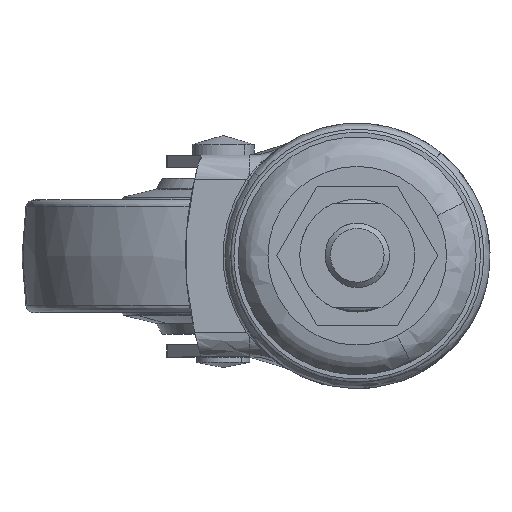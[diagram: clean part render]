
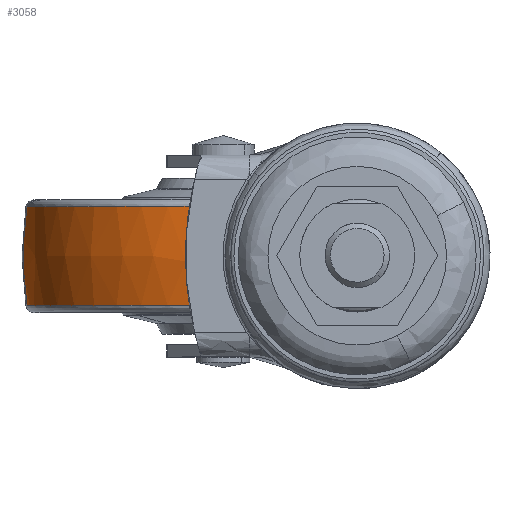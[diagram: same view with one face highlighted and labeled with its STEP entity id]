
A CAD part, top view. The second image highlights one B-rep face of the part: STEP entity #3058.
In plain terms, the highlighted free-form (B-spline) face has degree [2, 2] with [5, 3] control points.
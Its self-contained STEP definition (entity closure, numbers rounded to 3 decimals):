
#2118=CARTESIAN_POINT('',(-61.296,9.231,-51.518));
#2119=VERTEX_POINT('',#2118);
#2131=CARTESIAN_POINT('',(-25.0,9.231,-20.715));
#2132=VERTEX_POINT('',#2131);
#2133=CARTESIAN_POINT('',(-25.0,9.231,-20.715));
#2134=CARTESIAN_POINT('',(-27.359,9.231,-20.714));
#2135=CARTESIAN_POINT('',(-31.809,9.231,-21.144));
#2136=CARTESIAN_POINT('',(-37.73,9.231,-22.832));
#2137=CARTESIAN_POINT('',(-42.394,9.231,-24.98));
#2138=CARTESIAN_POINT('',(-46.353,9.231,-27.436));
#2139=CARTESIAN_POINT('',(-50.41,9.231,-30.692));
#2140=CARTESIAN_POINT('',(-54.008,9.231,-34.648));
#2141=CARTESIAN_POINT('',(-57.074,9.231,-39.26));
#2142=CARTESIAN_POINT('',(-59.672,9.231,-44.612));
#2143=CARTESIAN_POINT('',(-60.869,9.231,-48.923));
#2144=CARTESIAN_POINT('',(-61.296,9.231,-51.518));
#2145=B_SPLINE_CURVE_WITH_KNOTS('',3,(#2133,#2134,#2135,#2136,#2137,#2138,#2139,#2140,#2141,#2142,#2143,#2144),.UNSPECIFIED.,.F.,.U.,(4,1,1,1,1,1,1,1,1,4),(0.,7.078,13.348,18.404,22.449,27.302,33.976,38.426,43.886,51.773),.UNSPECIFIED.);
#2146=EDGE_CURVE('',#2132,#2119,#2145,.T.);
#2241=CARTESIAN_POINT('',(-61.54,9.231,-53.253));
#2242=VERTEX_POINT('',#2241);
#2262=CARTESIAN_POINT('',(-61.296,9.231,-51.518));
#2263=CARTESIAN_POINT('',(-61.391,9.231,-52.094));
#2264=CARTESIAN_POINT('',(-61.472,9.231,-52.673));
#2265=CARTESIAN_POINT('',(-61.54,9.231,-53.253));
#2266=B_SPLINE_CURVE_WITH_KNOTS('',3,(#2262,#2263,#2264,#2265),.UNSPECIFIED.,.F.,.U.,(4,4),(0.,1.753),.UNSPECIFIED.);
#2267=EDGE_CURVE('',#2119,#2242,#2266,.T.);
#2490=CARTESIAN_POINT('',(-25.0,-9.231,-20.715));
#2491=VERTEX_POINT('',#2490);
#2508=CARTESIAN_POINT('',(-61.54,-9.231,-53.253));
#2509=VERTEX_POINT('',#2508);
#2510=CARTESIAN_POINT('',(-25.0,-9.231,-20.715));
#2511=CARTESIAN_POINT('',(-26.603,-9.231,-20.715));
#2512=CARTESIAN_POINT('',(-30.297,-9.231,-20.956));
#2513=CARTESIAN_POINT('',(-35.626,-9.231,-22.126));
#2514=CARTESIAN_POINT('',(-40.898,-9.231,-24.184));
#2515=CARTESIAN_POINT('',(-45.211,-9.231,-26.638));
#2516=CARTESIAN_POINT('',(-49.218,-9.231,-29.672));
#2517=CARTESIAN_POINT('',(-52.302,-9.231,-32.715));
#2518=CARTESIAN_POINT('',(-55.215,-9.231,-36.371));
#2519=CARTESIAN_POINT('',(-57.724,-9.231,-40.406));
#2520=CARTESIAN_POINT('',(-60.223,-9.231,-46.179));
#2521=CARTESIAN_POINT('',(-61.234,-9.231,-50.622));
#2522=CARTESIAN_POINT('',(-61.54,-9.231,-53.253));
#2523=B_SPLINE_CURVE_WITH_KNOTS('',3,(#2510,#2511,#2512,#2513,#2514,#2515,#2516,#2517,#2518,#2519,#2520,#2521,#2522),.UNSPECIFIED.,.F.,.U.,(4,1,1,1,1,1,1,1,1,1,4),(0.,4.809,11.082,16.309,21.745,25.927,31.363,34.708,39.935,45.581,53.526),.UNSPECIFIED.);
#2524=EDGE_CURVE('',#2491,#2509,#2523,.T.);
#3005=CARTESIAN_POINT('',(-25.0,-9.231,-20.715));
#3006=CARTESIAN_POINT('',(-25.,-6.274,-20.254));
#3007=CARTESIAN_POINT('',(-25.,-0.098,-19.761));
#3008=CARTESIAN_POINT('',(-25.,6.083,-20.224));
#3009=CARTESIAN_POINT('',(-25.0,9.231,-20.715));
#3010=B_SPLINE_CURVE_WITH_KNOTS('',3,(#3005,#3006,#3007,#3008,#3009),.UNSPECIFIED.,.F.,.U.,(4,1,4),(0.,8.978,18.535),.UNSPECIFIED.);
#3011=EDGE_CURVE('',#2491,#2132,#3010,.T.);
#3017=CARTESIAN_POINT('',(-61.54,-9.231,-53.253));
#3018=CARTESIAN_POINT('',(-62.086,-5.701,-53.189));
#3019=CARTESIAN_POINT('',(-62.486,0.488,-53.143));
#3020=CARTESIAN_POINT('',(-61.938,6.655,-53.207));
#3021=CARTESIAN_POINT('',(-61.54,9.231,-53.253));
#3022=B_SPLINE_CURVE_WITH_KNOTS('',3,(#3017,#3018,#3019,#3020,#3021),.UNSPECIFIED.,.F.,.U.,(4,1,4),(0.,10.716,18.535),.UNSPECIFIED.);
#3023=EDGE_CURVE('',#2509,#2242,#3022,.T.);
#3028=CARTESIAN_POINT('',(-25.0,-10.164,-20.867));
#3029=CARTESIAN_POINT('',(-25.,-5.119,-20.));
#3030=CARTESIAN_POINT('',(-25.0,0.,-20.));
#3031=CARTESIAN_POINT('',(-25.0,5.119,-20.));
#3032=CARTESIAN_POINT('',(-25.,10.164,-20.867));
#3033=CARTESIAN_POINT('',(-57.621,-10.164,-20.867));
#3034=CARTESIAN_POINT('',(-58.393,-5.119,-20.));
#3035=CARTESIAN_POINT('',(-58.393,0.,-20.));
#3036=CARTESIAN_POINT('',(-58.393,5.119,-20.));
#3037=CARTESIAN_POINT('',(-57.621,10.164,-20.867));
#3038=CARTESIAN_POINT('',(-61.388,-10.164,-53.271));
#3039=CARTESIAN_POINT('',(-62.249,-5.119,-53.17));
#3040=CARTESIAN_POINT('',(-62.249,0.,-53.17));
#3041=CARTESIAN_POINT('',(-62.249,5.119,-53.17));
#3042=CARTESIAN_POINT('',(-61.388,10.164,-53.271));
#3050=(BOUNDED_SURFACE()B_SPLINE_SURFACE(2,2,((#3028,#3033,#3038),(#3029,#3034,#3039),(#3030,#3035,#3040),(#3031,#3036,#3041),(#3032,#3037,#3042)),.UNSPECIFIED.,.F.,.F.,.U.)B_SPLINE_SURFACE_WITH_KNOTS((3,2,3),(3,3),(0.0,10.429,20.858),(0.0,57.099),.UNSPECIFIED.)GEOMETRIC_REPRESENTATION_ITEM()RATIONAL_B_SPLINE_SURFACE(((0.957,0.699,0.915),(0.975,0.712,0.933),(1.0,0.731,0.957),(0.975,0.712,0.933),(0.957,0.699,0.915)))REPRESENTATION_ITEM('')SURFACE());
#3051=ORIENTED_EDGE('',*,*,#2146,.T.);
#3052=ORIENTED_EDGE('',*,*,#2267,.T.);
#3053=ORIENTED_EDGE('',*,*,#3023,.F.);
#3054=ORIENTED_EDGE('',*,*,#2524,.F.);
#3055=ORIENTED_EDGE('',*,*,#3011,.T.);
#3056=EDGE_LOOP('',(#3051,#3052,#3053,#3054,#3055));
#3057=FACE_OUTER_BOUND('',#3056,.T.);
#3058=ADVANCED_FACE('',(#3057),#3050,.T.);
